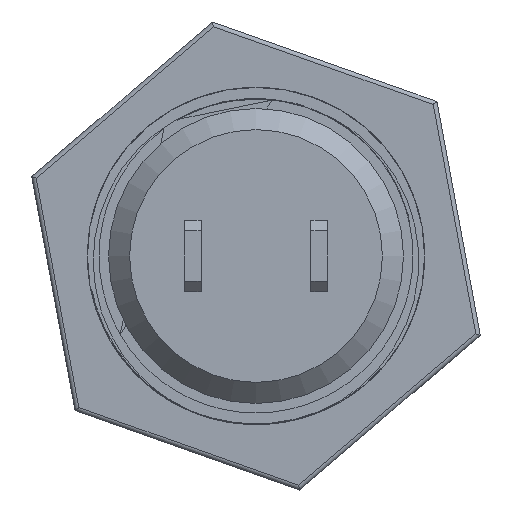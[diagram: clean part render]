
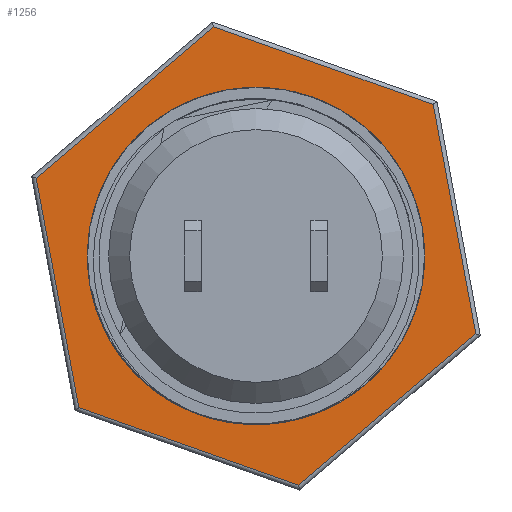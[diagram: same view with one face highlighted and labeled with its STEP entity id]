
A CAD part, front view. The second image highlights one B-rep face of the part: STEP entity #1256.
In plain terms, the highlighted planar face has unit normal (0, -1, 0).
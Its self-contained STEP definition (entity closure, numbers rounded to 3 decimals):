
#246=PLANE('',#1363);
#314=FACE_OUTER_BOUND('',#385,.T.);
#385=EDGE_LOOP('',(#1047,#1048,#1049,#1050,#1051,#1052));
#465=LINE('',#1891,#546);
#467=LINE('',#1899,#548);
#469=LINE('',#1905,#550);
#471=LINE('',#1911,#552);
#474=LINE('',#1919,#555);
#476=LINE('',#1923,#557);
#546=VECTOR('',#1553,10.);
#548=VECTOR('',#1561,10.);
#550=VECTOR('',#1567,10.);
#552=VECTOR('',#1573,10.);
#555=VECTOR('',#1580,10.);
#557=VECTOR('',#1586,10.);
#671=VERTEX_POINT('',#1889);
#672=VERTEX_POINT('',#1890);
#675=VERTEX_POINT('',#1898);
#677=VERTEX_POINT('',#1904);
#679=VERTEX_POINT('',#1910);
#682=VERTEX_POINT('',#1918);
#796=EDGE_CURVE('',#671,#672,#465,.T.);
#800=EDGE_CURVE('',#672,#675,#467,.T.);
#803=EDGE_CURVE('',#675,#677,#469,.T.);
#806=EDGE_CURVE('',#677,#679,#471,.T.);
#810=EDGE_CURVE('',#679,#682,#474,.T.);
#813=EDGE_CURVE('',#682,#671,#476,.T.);
#1047=ORIENTED_EDGE('',*,*,#796,.F.);
#1048=ORIENTED_EDGE('',*,*,#813,.F.);
#1049=ORIENTED_EDGE('',*,*,#810,.F.);
#1050=ORIENTED_EDGE('',*,*,#806,.F.);
#1051=ORIENTED_EDGE('',*,*,#803,.F.);
#1052=ORIENTED_EDGE('',*,*,#800,.F.);
#1256=ADVANCED_FACE('',(#314),#246,.T.);
#1363=AXIS2_PLACEMENT_3D('',#1938,#1600,#1601);
#1553=DIRECTION('',(-0.182,0.,0.983));
#1561=DIRECTION('',(0.76,0.,0.65));
#1567=DIRECTION('',(0.943,0.,-0.334));
#1573=DIRECTION('',(0.182,0.,-0.983));
#1580=DIRECTION('',(-0.76,0.,-0.65));
#1586=DIRECTION('',(-0.943,0.,0.334));
#1600=DIRECTION('center_axis',(0.,-1.,0.));
#1601=DIRECTION('ref_axis',(0.,0.,-1.));
#1889=CARTESIAN_POINT('',(-8.41,8.3,-7.186));
#1890=CARTESIAN_POINT('',(-10.429,8.3,3.691));
#1891=CARTESIAN_POINT('',(-9.935,8.3,1.028));
#1898=CARTESIAN_POINT('',(-2.018,8.3,10.877));
#1899=CARTESIAN_POINT('',(-4.077,8.3,9.118));
#1904=CARTESIAN_POINT('',(8.41,8.3,7.186));
#1905=CARTESIAN_POINT('',(5.858,8.3,8.089));
#1910=CARTESIAN_POINT('',(10.429,8.3,-3.691));
#1911=CARTESIAN_POINT('',(9.935,8.3,-1.028));
#1918=CARTESIAN_POINT('',(2.018,8.3,-10.877));
#1919=CARTESIAN_POINT('',(4.077,8.3,-9.118));
#1923=CARTESIAN_POINT('',(-5.858,8.3,-8.089));
#1938=CARTESIAN_POINT('Origin',(0.,8.3,0.));
